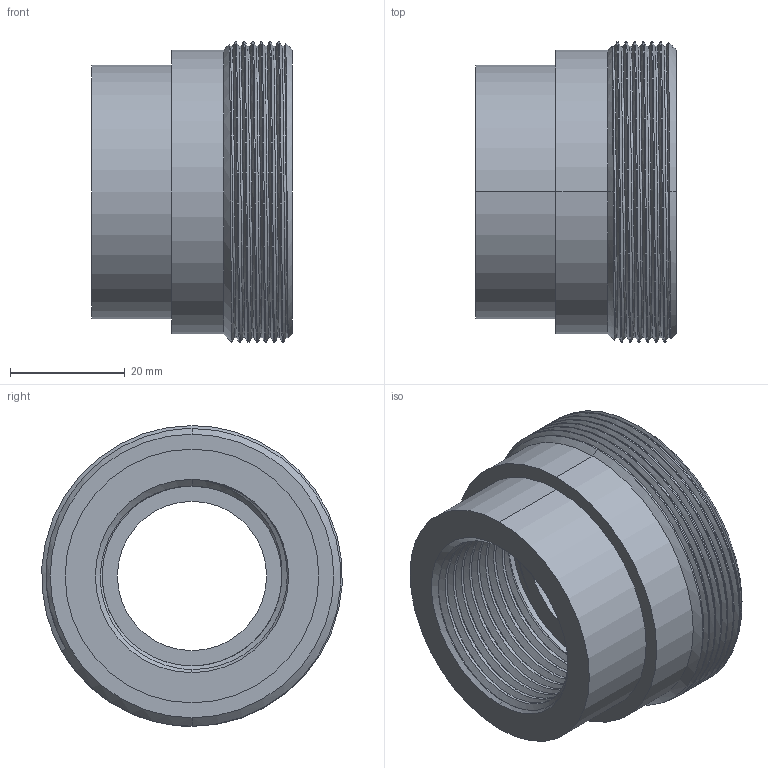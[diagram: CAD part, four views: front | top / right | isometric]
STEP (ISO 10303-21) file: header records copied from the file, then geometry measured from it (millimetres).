
FILE_DESCRIPTION (( 'STEP AP203' ), '1' );
FILE_NAME ('3D-M2037P_25 1_174251035.STEP', '2024-09-07T20:47:58', ( '' ), ( '' ), 'SwSTEP 2.0', 'SolidWorks 2024', '' );
FILE_SCHEMA (( 'CONFIG_CONTROL_DESIGN' ));
Length unit declared in the file: millimetre
Products named in the file (1): 3D-M2037P_25 1_174251035
Bounding box: 35 x 52.33 x 52.42 mm (x, y, z)
Volume: 35093 mm3; surface area: 14142.4 mm2
Topology: 1 solids, 1 shells, 70 faces, 181 edges, 118 vertices
Faces by surface type: cylinder 43, cone 11, plane 8, bspline 8
Entity records: 6788 total; most frequent: CARTESIAN_POINT 5247, ORIENTED_EDGE 362, DIRECTION 249, EDGE_CURVE 181, VERTEX_POINT 118, AXIS2_PLACEMENT_3D 98, EDGE_LOOP 77, ADVANCED_FACE 70
